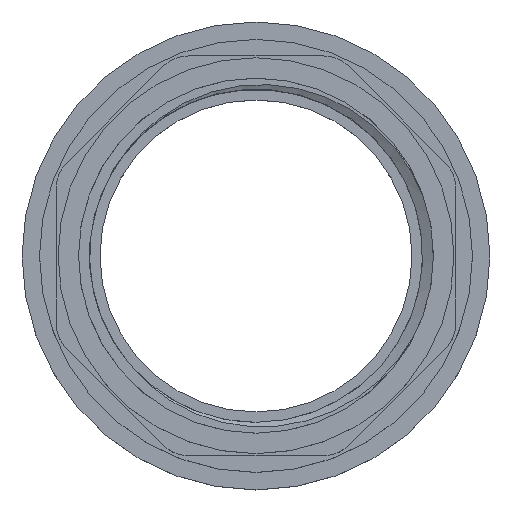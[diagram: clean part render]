
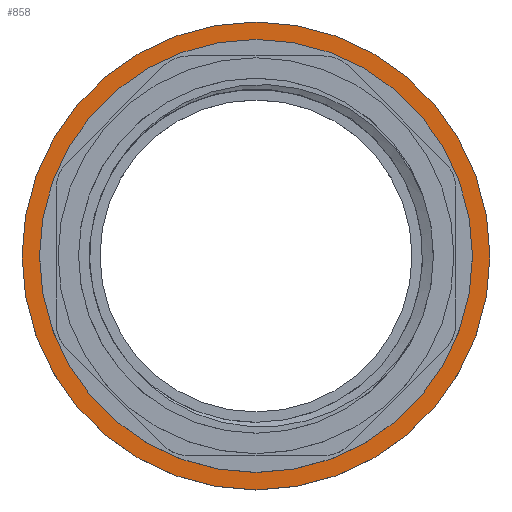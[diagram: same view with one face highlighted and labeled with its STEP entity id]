
A CAD part, top view. The second image highlights one B-rep face of the part: STEP entity #858.
In plain terms, the highlighted planar face has unit normal (0, 0, 1).
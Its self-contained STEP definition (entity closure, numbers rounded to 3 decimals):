
#22=FACE_BOUND('',#120,.T.);
#28=PLANE('',#951);
#65=FACE_OUTER_BOUND('',#119,.T.);
#119=EDGE_LOOP('',(#676));
#120=EDGE_LOOP('',(#677));
#151=CIRCLE('',#924,31.5);
#171=CIRCLE('',#950,29.15);
#375=VERTEX_POINT('',#3846);
#411=VERTEX_POINT('',#3927);
#479=EDGE_CURVE('',#375,#375,#151,.T.);
#517=EDGE_CURVE('',#411,#411,#171,.T.);
#676=ORIENTED_EDGE('',*,*,#479,.F.);
#677=ORIENTED_EDGE('',*,*,#517,.T.);
#858=ADVANCED_FACE('',(#65,#22),#28,.F.);
#924=AXIS2_PLACEMENT_3D('',#3848,#1053,#1054);
#950=AXIS2_PLACEMENT_3D('',#3928,#1123,#1124);
#951=AXIS2_PLACEMENT_3D('',#3930,#1126,#1127);
#1053=DIRECTION('center_axis',(0.,0.,-1.));
#1054=DIRECTION('ref_axis',(0.,1.,0.));
#1123=DIRECTION('center_axis',(0.,0.,-1.));
#1124=DIRECTION('ref_axis',(0.,1.,0.));
#1126=DIRECTION('center_axis',(0.,0.,-1.));
#1127=DIRECTION('ref_axis',(0.,1.,0.));
#3846=CARTESIAN_POINT('',(0.,-31.5,5.6));
#3848=CARTESIAN_POINT('Origin',(0.,0.,5.6));
#3927=CARTESIAN_POINT('',(0.,-29.15,5.6));
#3928=CARTESIAN_POINT('Origin',(0.,0.,5.6));
#3930=CARTESIAN_POINT('Origin',(-29.15,0.,5.6));
